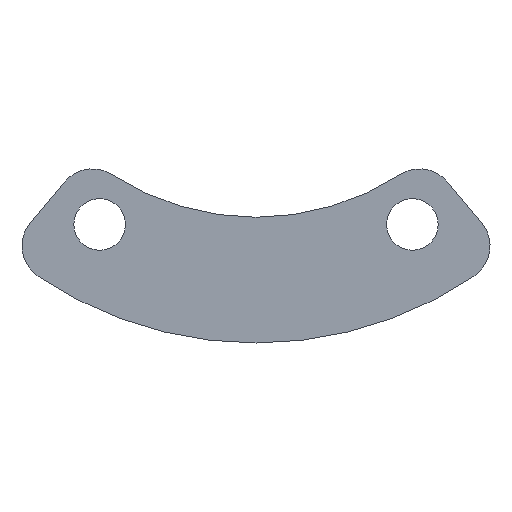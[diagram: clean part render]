
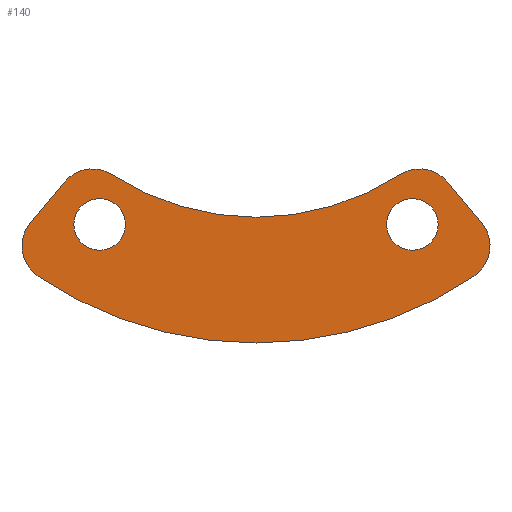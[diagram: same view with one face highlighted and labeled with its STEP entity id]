
A CAD part, front view. The second image highlights one B-rep face of the part: STEP entity #140.
In plain terms, the highlighted planar face has unit normal (0, -1, 0).
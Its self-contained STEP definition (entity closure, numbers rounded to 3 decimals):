
#5 = CIRCLE ( 'NONE', #453, 3. ) ;
#9 = ORIENTED_EDGE ( 'NONE', *, *, #522, .F. ) ;
#12 = VERTEX_POINT ( 'NONE', #23 ) ;
#14 = ORIENTED_EDGE ( 'NONE', *, *, #221, .T. ) ;
#23 = CARTESIAN_POINT ( 'NONE',  ( 0., 0., -21.5 ) ) ;
#24 = VERTEX_POINT ( 'NONE', #391 ) ;
#28 = EDGE_CURVE ( 'NONE', #471, #230, #495, .T. ) ;
#31 = DIRECTION ( 'NONE',  ( 0., 1., 0. ) ) ;
#41 = ORIENTED_EDGE ( 'NONE', *, *, #246, .T. ) ;
#45 = DIRECTION ( 'NONE',  ( 0., -1., 0. ) ) ;
#46 = AXIS2_PLACEMENT_3D ( 'NONE', #169, #348, #304 ) ;
#49 = DIRECTION ( 'NONE',  ( 0., 1., 0. ) ) ;
#57 = AXIS2_PLACEMENT_3D ( 'NONE', #410, #399, #454 ) ;
#61 = DIRECTION ( 'NONE',  ( 0., -1., 0. ) ) ;
#64 = CARTESIAN_POINT ( 'NONE',  ( -15.63, 0., -18.627 ) ) ;
#66 = VERTEX_POINT ( 'NONE', #534 ) ;
#69 = CARTESIAN_POINT ( 'NONE',  ( 12.75, 0., -24.184 ) ) ;
#71 = DIRECTION ( 'NONE',  ( 0., 0., 1. ) ) ;
#78 = CIRCLE ( 'NONE', #594, 31.75 ) ;
#81 = CARTESIAN_POINT ( 'NONE',  ( 12.75, 0., -19.984 ) ) ;
#82 = CARTESIAN_POINT ( 'NONE',  ( 17.759, 0., -26.319 ) ) ;
#83 = FACE_OUTER_BOUND ( 'NONE', #396, .T. ) ;
#86 = DIRECTION ( 'NONE',  ( 0., 0., 1. ) ) ;
#88 = CARTESIAN_POINT ( 'NONE',  ( 0., 0., 0. ) ) ;
#91 = DIRECTION ( 'NONE',  ( 0., -1., 0. ) ) ;
#102 = VERTEX_POINT ( 'NONE', #536 ) ;
#105 = VERTEX_POINT ( 'NONE', #81 ) ;
#106 = VERTEX_POINT ( 'NONE', #436 ) ;
#109 = EDGE_CURVE ( 'NONE', #66, #102, #78, .T. ) ;
#112 = ORIENTED_EDGE ( 'NONE', *, *, #480, .T. ) ;
#114 = VERTEX_POINT ( 'NONE', #69 ) ;
#126 = EDGE_CURVE ( 'NONE', #105, #114, #526, .T. ) ;
#128 = DIRECTION ( 'NONE',  ( 0., 0., 1. ) ) ;
#132 = CARTESIAN_POINT ( 'NONE',  ( 0., 0., 0. ) ) ;
#134 = DIRECTION ( 'NONE',  ( 0., 1., 0. ) ) ;
#136 = EDGE_CURVE ( 'NONE', #12, #408, #395, .T. ) ;
#140 = ADVANCED_FACE ( 'NONE', ( #427, #214, #83 ), #260, .F. ) ;
#142 = AXIS2_PLACEMENT_3D ( 'NONE', #545, #134, #549 ) ;
#145 = CARTESIAN_POINT ( 'NONE',  ( 12.75, 0., -22.084 ) ) ;
#146 = ORIENTED_EDGE ( 'NONE', *, *, #136, .T. ) ;
#157 = DIRECTION ( 'NONE',  ( 0.643, 0., 0.766 ) ) ;
#165 = CARTESIAN_POINT ( 'NONE',  ( -12.75, 0., -22.084 ) ) ;
#166 = CARTESIAN_POINT ( 'NONE',  ( 0., 0., 0. ) ) ;
#168 = LINE ( 'NONE', #390, #190 ) ;
#169 = CARTESIAN_POINT ( 'NONE',  ( 0., 0., 0. ) ) ;
#172 = DIRECTION ( 'NONE',  ( 0., 0., 1. ) ) ;
#174 = DIRECTION ( 'NONE',  ( -0.643, 0., 0.766 ) ) ;
#175 = EDGE_LOOP ( 'NONE', ( #543, #112 ) ) ;
#179 = VERTEX_POINT ( 'NONE', #262 ) ;
#182 = AXIS2_PLACEMENT_3D ( 'NONE', #145, #241, #197 ) ;
#190 = VECTOR ( 'NONE', #157, 1000. ) ;
#197 = DIRECTION ( 'NONE',  ( 0., 0., 1. ) ) ;
#207 = CIRCLE ( 'NONE', #406, 2.1 ) ;
#209 = EDGE_CURVE ( 'NONE', #227, #12, #216, .T. ) ;
#214 = FACE_BOUND ( 'NONE', #175, .T. ) ;
#216 = CIRCLE ( 'NONE', #434, 21.5 ) ;
#221 = EDGE_CURVE ( 'NONE', #408, #501, #310, .T. ) ;
#222 = CARTESIAN_POINT ( 'NONE',  ( -13.332, 0., -20.555 ) ) ;
#225 = AXIS2_PLACEMENT_3D ( 'NONE', #439, #583, #172 ) ;
#226 = CARTESIAN_POINT ( 'NONE',  ( -12.75, 0., -19.984 ) ) ;
#227 = VERTEX_POINT ( 'NONE', #306 ) ;
#228 = EDGE_CURVE ( 'NONE', #179, #227, #486, .T. ) ;
#230 = VERTEX_POINT ( 'NONE', #226 ) ;
#241 = DIRECTION ( 'NONE',  ( 0., 1., 0. ) ) ;
#246 = EDGE_CURVE ( 'NONE', #106, #102, #5, .T. ) ;
#248 = DIRECTION ( 'NONE',  ( 0., 1., 0. ) ) ;
#257 = EDGE_CURVE ( 'NONE', #24, #179, #407, .T. ) ;
#260 = PLANE ( 'NONE',  #225 ) ;
#262 = CARTESIAN_POINT ( 'NONE',  ( 15.63, 0., -18.627 ) ) ;
#264 = AXIS2_PLACEMENT_3D ( 'NONE', #165, #481, #482 ) ;
#280 = EDGE_LOOP ( 'NONE', ( #455, #381 ) ) ;
#284 = ORIENTED_EDGE ( 'NONE', *, *, #257, .T. ) ;
#288 = CARTESIAN_POINT ( 'NONE',  ( -12.75, 0., -24.184 ) ) ;
#298 = EDGE_CURVE ( 'NONE', #568, #66, #537, .T. ) ;
#304 = DIRECTION ( 'NONE',  ( 0., 0., 1. ) ) ;
#306 = CARTESIAN_POINT ( 'NONE',  ( 11.699, 0., -18.038 ) ) ;
#307 = EDGE_CURVE ( 'NONE', #230, #471, #207, .T. ) ;
#310 = CIRCLE ( 'NONE', #464, 3. ) ;
#312 = DIRECTION ( 'NONE',  ( 0., 0., 1. ) ) ;
#319 = VECTOR ( 'NONE', #174, 1000. ) ;
#321 = AXIS2_PLACEMENT_3D ( 'NONE', #370, #61, #557 ) ;
#348 = DIRECTION ( 'NONE',  ( 0., 1., 0. ) ) ;
#370 = CARTESIAN_POINT ( 'NONE',  ( 16.081, 0., -23.832 ) ) ;
#374 = ORIENTED_EDGE ( 'NONE', *, *, #209, .T. ) ;
#377 = AXIS2_PLACEMENT_3D ( 'NONE', #580, #248, #71 ) ;
#381 = ORIENTED_EDGE ( 'NONE', *, *, #28, .T. ) ;
#390 = CARTESIAN_POINT ( 'NONE',  ( 0., 0., 0. ) ) ;
#391 = CARTESIAN_POINT ( 'NONE',  ( 18.379, 0., -21.904 ) ) ;
#395 = CIRCLE ( 'NONE', #46, 21.5 ) ;
#396 = EDGE_LOOP ( 'NONE', ( #529, #400, #284, #570, #374, #146, #14, #9, #41, #521 ) ) ;
#399 = DIRECTION ( 'NONE',  ( 0., -1., 0. ) ) ;
#400 = ORIENTED_EDGE ( 'NONE', *, *, #468, .T. ) ;
#406 = AXIS2_PLACEMENT_3D ( 'NONE', #500, #49, #593 ) ;
#407 = LINE ( 'NONE', #88, #319 ) ;
#408 = VERTEX_POINT ( 'NONE', #457 ) ;
#410 = CARTESIAN_POINT ( 'NONE',  ( 13.332, 0., -20.555 ) ) ;
#418 = CIRCLE ( 'NONE', #182, 2.1 ) ;
#427 = FACE_BOUND ( 'NONE', #280, .T. ) ;
#434 = AXIS2_PLACEMENT_3D ( 'NONE', #132, #449, #86 ) ;
#436 = CARTESIAN_POINT ( 'NONE',  ( -18.379, 0., -21.904 ) ) ;
#439 = CARTESIAN_POINT ( 'NONE',  ( 0., 0., 0. ) ) ;
#449 = DIRECTION ( 'NONE',  ( 0., 1., 0. ) ) ;
#453 = AXIS2_PLACEMENT_3D ( 'NONE', #588, #91, #312 ) ;
#454 = DIRECTION ( 'NONE',  ( 0., 0., 1. ) ) ;
#455 = ORIENTED_EDGE ( 'NONE', *, *, #307, .T. ) ;
#457 = CARTESIAN_POINT ( 'NONE',  ( -11.699, 0., -18.038 ) ) ;
#464 = AXIS2_PLACEMENT_3D ( 'NONE', #222, #45, #597 ) ;
#468 = EDGE_CURVE ( 'NONE', #568, #24, #596, .T. ) ;
#471 = VERTEX_POINT ( 'NONE', #288 ) ;
#480 = EDGE_CURVE ( 'NONE', #114, #105, #418, .T. ) ;
#481 = DIRECTION ( 'NONE',  ( 0., 1., 0. ) ) ;
#482 = DIRECTION ( 'NONE',  ( 0., 0., 1. ) ) ;
#486 = CIRCLE ( 'NONE', #57, 3. ) ;
#495 = CIRCLE ( 'NONE', #264, 2.1 ) ;
#500 = CARTESIAN_POINT ( 'NONE',  ( -12.75, 0., -22.084 ) ) ;
#501 = VERTEX_POINT ( 'NONE', #64 ) ;
#521 = ORIENTED_EDGE ( 'NONE', *, *, #109, .F. ) ;
#522 = EDGE_CURVE ( 'NONE', #106, #501, #168, .T. ) ;
#526 = CIRCLE ( 'NONE', #377, 2.1 ) ;
#529 = ORIENTED_EDGE ( 'NONE', *, *, #298, .F. ) ;
#534 = CARTESIAN_POINT ( 'NONE',  ( 0., 0., -31.75 ) ) ;
#536 = CARTESIAN_POINT ( 'NONE',  ( -17.759, 0., -26.319 ) ) ;
#537 = CIRCLE ( 'NONE', #142, 31.75 ) ;
#543 = ORIENTED_EDGE ( 'NONE', *, *, #126, .T. ) ;
#545 = CARTESIAN_POINT ( 'NONE',  ( 0., 0., 0. ) ) ;
#549 = DIRECTION ( 'NONE',  ( 0., 0., 1. ) ) ;
#557 = DIRECTION ( 'NONE',  ( 0., 0., 1. ) ) ;
#568 = VERTEX_POINT ( 'NONE', #82 ) ;
#570 = ORIENTED_EDGE ( 'NONE', *, *, #228, .T. ) ;
#580 = CARTESIAN_POINT ( 'NONE',  ( 12.75, 0., -22.084 ) ) ;
#583 = DIRECTION ( 'NONE',  ( 0., 1., 0. ) ) ;
#588 = CARTESIAN_POINT ( 'NONE',  ( -16.081, 0., -23.832 ) ) ;
#593 = DIRECTION ( 'NONE',  ( 0., 0., 1. ) ) ;
#594 = AXIS2_PLACEMENT_3D ( 'NONE', #166, #31, #128 ) ;
#596 = CIRCLE ( 'NONE', #321, 3. ) ;
#597 = DIRECTION ( 'NONE',  ( 0., 0., 1. ) ) ;
